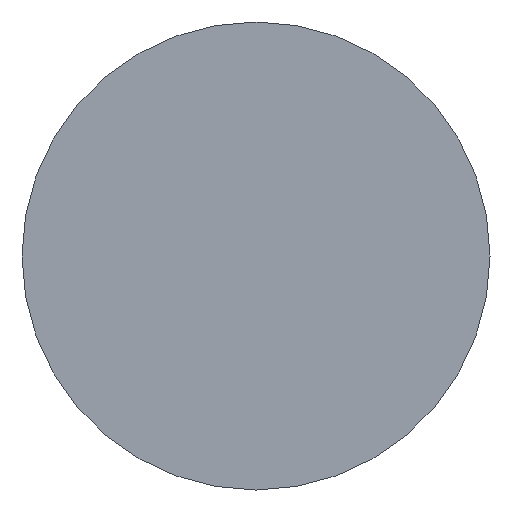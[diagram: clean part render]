
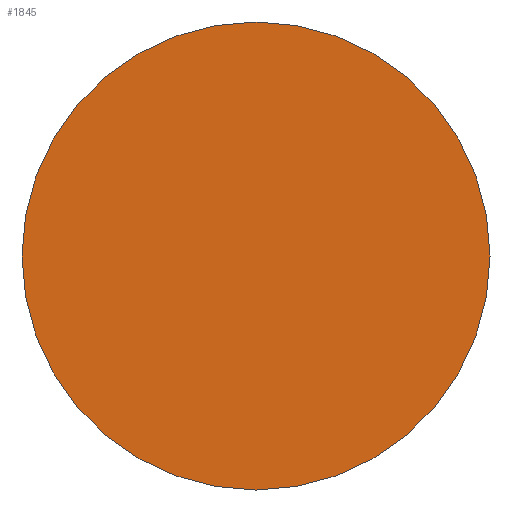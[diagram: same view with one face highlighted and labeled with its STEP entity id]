
A CAD part, left-side view. The second image highlights one B-rep face of the part: STEP entity #1845.
In plain terms, the highlighted planar face has unit normal (-1, 0, 0).
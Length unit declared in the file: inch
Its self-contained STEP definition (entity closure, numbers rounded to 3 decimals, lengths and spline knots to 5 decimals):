
#112 = DIRECTION ( 'NONE',  ( 0., 0., 1. ) ) ;
#150 = AXIS2_PLACEMENT_3D ( 'NONE', #824, #2458, #2440 ) ;
#182 = EDGE_CURVE ( 'NONE', #1302, #1060, #499, .T. ) ;
#262 = DIRECTION ( 'NONE',  ( 0., 0., 1. ) ) ;
#338 = CARTESIAN_POINT ( 'NONE',  ( -3.25, 0., 0. ) ) ;
#356 = DIRECTION ( 'NONE',  ( -1., 0., 0. ) ) ;
#499 = CIRCLE ( 'NONE', #1064, 1.5 ) ;
#569 = CARTESIAN_POINT ( 'NONE',  ( -3.25, 0., 0. ) ) ;
#824 = CARTESIAN_POINT ( 'NONE',  ( -3.25, 0., 0. ) ) ;
#844 = FACE_OUTER_BOUND ( 'NONE', #2155, .T. ) ;
#977 = CARTESIAN_POINT ( 'NONE',  ( -3.25, 0., -1.5 ) ) ;
#1060 = VERTEX_POINT ( 'NONE', #1511 ) ;
#1064 = AXIS2_PLACEMENT_3D ( 'NONE', #338, #356, #112 ) ;
#1126 = AXIS2_PLACEMENT_3D ( 'NONE', #569, #2671, #262 ) ;
#1135 = ORIENTED_EDGE ( 'NONE', *, *, #1174, .T. ) ;
#1174 = EDGE_CURVE ( 'NONE', #1060, #1302, #2639, .T. ) ;
#1302 = VERTEX_POINT ( 'NONE', #977 ) ;
#1328 = PLANE ( 'NONE',  #150 ) ;
#1511 = CARTESIAN_POINT ( 'NONE',  ( -3.25, 0., 1.5 ) ) ;
#1845 = ADVANCED_FACE ( 'NONE', ( #844 ), #1328, .T. ) ;
#2155 = EDGE_LOOP ( 'NONE', ( #3302, #1135 ) ) ;
#2440 = DIRECTION ( 'NONE',  ( 0., 0., 1. ) ) ;
#2458 = DIRECTION ( 'NONE',  ( -1., 0., 0. ) ) ;
#2639 = CIRCLE ( 'NONE', #1126, 1.5 ) ;
#2671 = DIRECTION ( 'NONE',  ( -1., 0., 0. ) ) ;
#3302 = ORIENTED_EDGE ( 'NONE', *, *, #182, .T. ) ;
